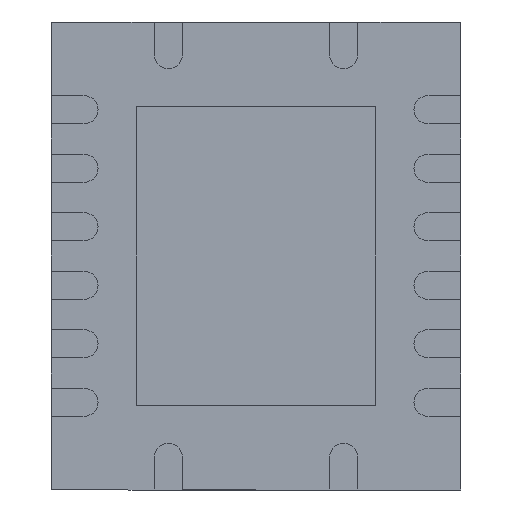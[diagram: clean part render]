
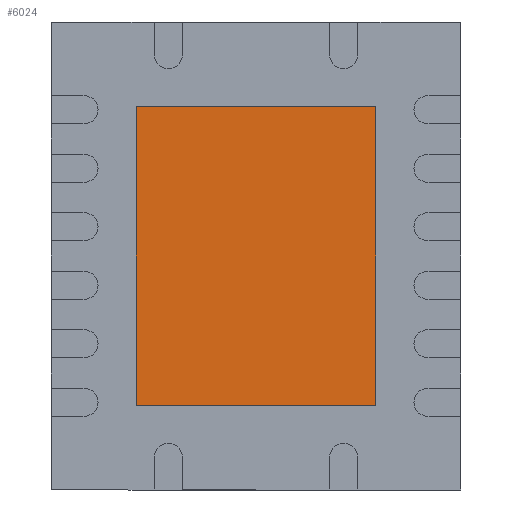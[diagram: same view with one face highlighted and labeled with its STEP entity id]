
A CAD part, front view. The second image highlights one B-rep face of the part: STEP entity #6024.
In plain terms, the highlighted planar face has unit normal (0, -1, 0).
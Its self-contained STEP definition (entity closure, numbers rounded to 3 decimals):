
#322 = LINE ( 'NONE', #768, #5302 ) ;
#415 = ORIENTED_EDGE ( 'NONE', *, *, #2016, .T. ) ;
#452 = DIRECTION ( 'NONE',  ( 0., 0., -1. ) ) ;
#743 = VECTOR ( 'NONE', #1516, 1000. ) ;
#768 = CARTESIAN_POINT ( 'NONE',  ( 1.025, 0., -1.275 ) ) ;
#820 = LINE ( 'NONE', #3700, #5635 ) ;
#921 = AXIS2_PLACEMENT_3D ( 'NONE', #2995, #1461, #452 ) ;
#1461 = DIRECTION ( 'NONE',  ( 0., -1., 0. ) ) ;
#1516 = DIRECTION ( 'NONE',  ( -1., 0., 0. ) ) ;
#1595 = DIRECTION ( 'NONE',  ( 0., 0., -1. ) ) ;
#2016 = EDGE_CURVE ( 'NONE', #5729, #6062, #820, .T. ) ;
#2203 = CARTESIAN_POINT ( 'NONE',  ( 1.025, 0., -1.275 ) ) ;
#2233 = VECTOR ( 'NONE', #5342, 1000. ) ;
#2327 = EDGE_CURVE ( 'NONE', #5200, #5729, #3460, .T. ) ;
#2534 = CARTESIAN_POINT ( 'NONE',  ( 1.025, 0., -1.275 ) ) ;
#2689 = CARTESIAN_POINT ( 'NONE',  ( -1.025, 0., 1.275 ) ) ;
#2995 = CARTESIAN_POINT ( 'NONE',  ( 0., 0., 0. ) ) ;
#3376 = DIRECTION ( 'NONE',  ( 1., 0., 0. ) ) ;
#3460 = LINE ( 'NONE', #3573, #743 ) ;
#3501 = PLANE ( 'NONE',  #921 ) ;
#3573 = CARTESIAN_POINT ( 'NONE',  ( 1.025, 0., 1.275 ) ) ;
#3700 = CARTESIAN_POINT ( 'NONE',  ( -1.025, 0., -1.275 ) ) ;
#3996 = ORIENTED_EDGE ( 'NONE', *, *, #2327, .T. ) ;
#4175 = ORIENTED_EDGE ( 'NONE', *, *, #4299, .T. ) ;
#4200 = LINE ( 'NONE', #2203, #2233 ) ;
#4299 = EDGE_CURVE ( 'NONE', #6062, #5521, #322, .T. ) ;
#4436 = FACE_OUTER_BOUND ( 'NONE', #5825, .T. ) ;
#4908 = ORIENTED_EDGE ( 'NONE', *, *, #5910, .T. ) ;
#5200 = VERTEX_POINT ( 'NONE', #6322 ) ;
#5302 = VECTOR ( 'NONE', #3376, 1000. ) ;
#5342 = DIRECTION ( 'NONE',  ( 0., 0., 1. ) ) ;
#5521 = VERTEX_POINT ( 'NONE', #2534 ) ;
#5635 = VECTOR ( 'NONE', #1595, 1000. ) ;
#5729 = VERTEX_POINT ( 'NONE', #2689 ) ;
#5825 = EDGE_LOOP ( 'NONE', ( #415, #4175, #4908, #3996 ) ) ;
#5910 = EDGE_CURVE ( 'NONE', #5521, #5200, #4200, .T. ) ;
#6024 = ADVANCED_FACE ( 'NONE', ( #4436 ), #3501, .T. ) ;
#6062 = VERTEX_POINT ( 'NONE', #6153 ) ;
#6153 = CARTESIAN_POINT ( 'NONE',  ( -1.025, 0., -1.275 ) ) ;
#6322 = CARTESIAN_POINT ( 'NONE',  ( 1.025, 0., 1.275 ) ) ;
